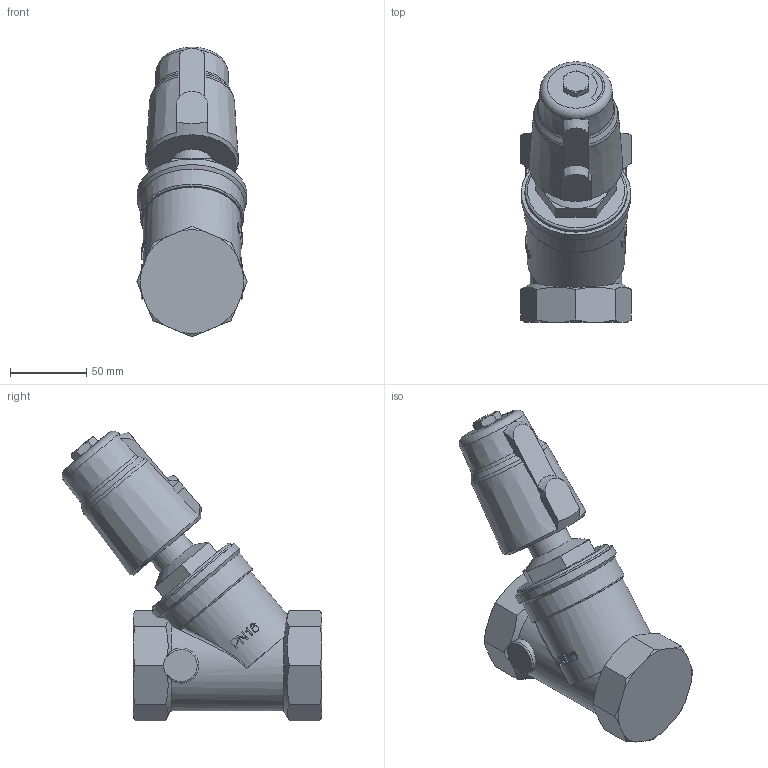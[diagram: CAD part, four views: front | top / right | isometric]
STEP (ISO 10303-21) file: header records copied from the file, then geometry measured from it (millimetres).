
FILE_DESCRIPTION(/* description */ ('3D-Modell'),/* implementation_level */ '2;1');
FILE_NAME(/* name */ '063.003016_A6328-1101-8105.stp',/* time_stamp */ '2018-05-04T09:44:13+02:00',/* author */ ('EFast'),/* organization */ (''),/* preprocessor_version */ 'ST-DEVELOPER v16.1',/* originating_system */ 'Autodesk Inventor 2016',/* authorisation */ '');
FILE_SCHEMA (('AUTOMOTIVE_DESIGN { 1 0 10303 214 3 1 1 }'));
Length unit declared in the file: millimetre
Products named in the file (1): 88-003032
Bounding box: 72.52 x 170.73 x 190.21 mm (x, y, z)
Volume: 781901.2 mm3; surface area: 67114.4 mm2
Topology: 1 solids, 1 shells, 212 faces, 579 edges, 384 vertices
Faces by surface type: plane 93, bspline 45, cone 41, cylinder 26, torus 7
Full cylindrical faces by diameter (mm): 28 x1, 59.6 x1, 67 x1, 67.3 x1
Entity records: 16432 total; most frequent: CARTESIAN_POINT 11793, ORIENTED_EDGE 1122, DIRECTION 744, EDGE_CURVE 561, VERTEX_POINT 377, AXIS2_PLACEMENT_3D 281, EDGE_LOOP 236, FACE_OUTER_BOUND 211
